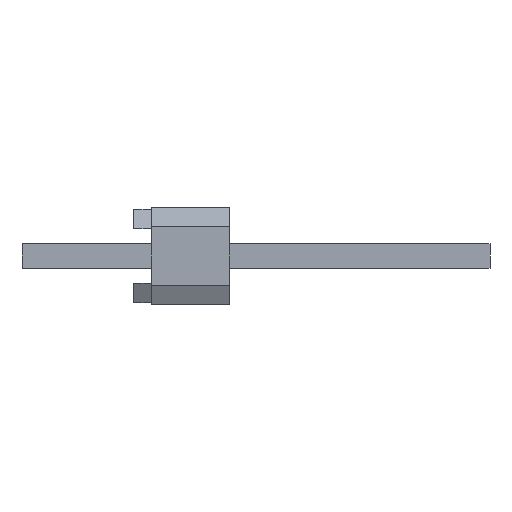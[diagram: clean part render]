
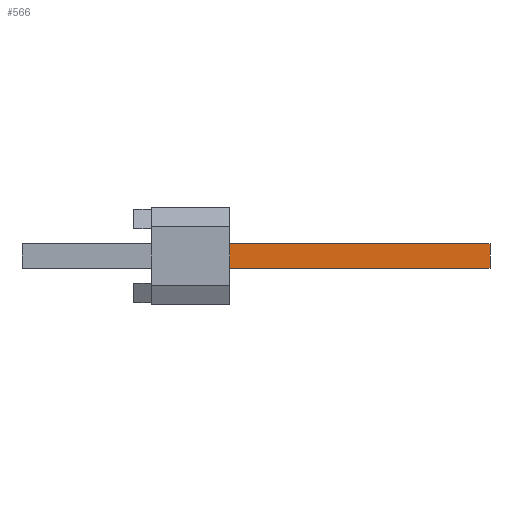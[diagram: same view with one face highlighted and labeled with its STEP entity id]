
A CAD part, left-side view. The second image highlights one B-rep face of the part: STEP entity #566.
In plain terms, the highlighted planar face has unit normal (-1, 0, 0).
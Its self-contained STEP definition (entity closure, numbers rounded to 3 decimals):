
#566=ADVANCED_FACE('',(#830),#831,.T.);
#830=FACE_OUTER_BOUND('',#1254,.T.);
#831=PLANE('',#1255);
#1254=EDGE_LOOP('',(#1915,#1916,#1917,#1918));
#1255=AXIS2_PLACEMENT_3D('',#1919,#1920,#1921);
#1915=ORIENTED_EDGE('',*,*,#3327,.T.);
#1916=ORIENTED_EDGE('',*,*,#3397,.T.);
#1917=ORIENTED_EDGE('',*,*,#3333,.F.);
#1918=ORIENTED_EDGE('',*,*,#3378,.F.);
#1919=CARTESIAN_POINT('',(-5.398,-1.016,-0.318));
#1920=DIRECTION('',(-1.0,0.0,0.0));
#1921=DIRECTION('',(0.0,0.0,1.0));
#3327=EDGE_CURVE('',#3952,#3950,#3953,.T.);
#3333=EDGE_CURVE('',#3961,#3962,#3963,.T.);
#3378=EDGE_CURVE('',#3952,#3961,#4050,.T.);
#3397=EDGE_CURVE('',#3950,#3962,#4085,.T.);
#3950=VERTEX_POINT('',#4894);
#3952=VERTEX_POINT('',#4897);
#3953=LINE('',#4898,#4899);
#3961=VERTEX_POINT('',#4912);
#3962=VERTEX_POINT('',#4913);
#3963=LINE('',#4914,#4915);
#4050=LINE('',#5046,#5047);
#4085=LINE('',#5100,#5101);
#4894=CARTESIAN_POINT('',(-5.398,-7.772,-0.318));
#4897=CARTESIAN_POINT('',(-5.398,-1.016,-0.318));
#4898=CARTESIAN_POINT('',(-5.398,-1.016,-0.318));
#4899=VECTOR('',#5887,6.756);
#4912=CARTESIAN_POINT('',(-5.398,-1.016,0.318));
#4913=CARTESIAN_POINT('',(-5.398,-7.772,0.318));
#4914=CARTESIAN_POINT('',(-5.398,-1.016,0.318));
#4915=VECTOR('',#5893,6.756);
#5046=CARTESIAN_POINT('',(-5.398,-1.016,-0.318));
#5047=VECTOR('',#5938,0.635);
#5100=CARTESIAN_POINT('',(-5.398,-7.772,-0.318));
#5101=VECTOR('',#5957,0.635);
#5887=DIRECTION('',(0.0,-1.0,0.0));
#5893=DIRECTION('',(0.0,-1.0,0.0));
#5938=DIRECTION('',(0.0,0.0,1.0));
#5957=DIRECTION('',(0.0,0.0,1.0));
